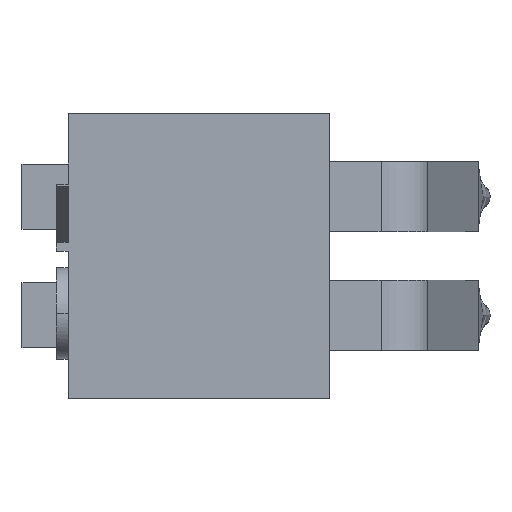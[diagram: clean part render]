
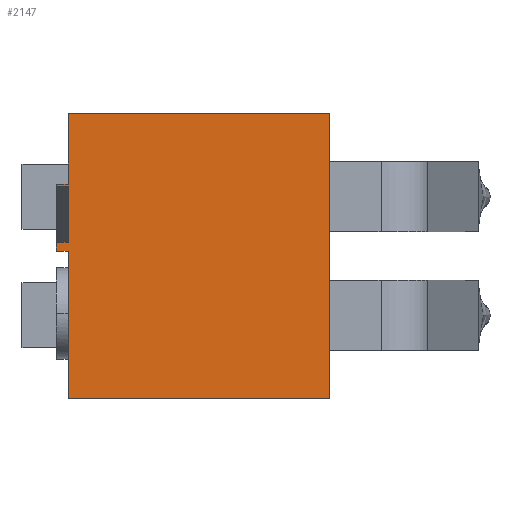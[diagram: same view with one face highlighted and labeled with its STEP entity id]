
A CAD part, left-side view. The second image highlights one B-rep face of the part: STEP entity #2147.
In plain terms, the highlighted planar face has unit normal (-1, 0, 0).
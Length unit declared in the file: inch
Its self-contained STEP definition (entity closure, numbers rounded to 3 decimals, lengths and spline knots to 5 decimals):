
#1850 = VERTEX_POINT ( 'NONE', #3135 ) ;
#1863 = EDGE_CURVE ( 'NONE', #1869, #1866, #3200, .T. ) ;
#1866 = VERTEX_POINT ( 'NONE', #3028 ) ;
#1869 = VERTEX_POINT ( 'NONE', #2190 ) ;
#1891 = VERTEX_POINT ( 'NONE', #3271 ) ;
#1899 = VERTEX_POINT ( 'NONE', #3377 ) ;
#1916 = EDGE_CURVE ( 'NONE', #1899, #1891, #3438, .T. ) ;
#1956 = VERTEX_POINT ( 'NONE', #3410 ) ;
#1961 = VERTEX_POINT ( 'NONE', #3404 ) ;
#1964 = VERTEX_POINT ( 'NONE', #3401 ) ;
#1965 = EDGE_CURVE ( 'NONE', #1961, #1964, #3394, .T. ) ;
#1971 = EDGE_CURVE ( 'NONE', #2007, #1850, #3238, .T. ) ;
#1992 = EDGE_CURVE ( 'NONE', #1998, #1956, #3536, .T. ) ;
#1998 = VERTEX_POINT ( 'NONE', #3539 ) ;
#2007 = VERTEX_POINT ( 'NONE', #3695 ) ;
#2036 = ORIENTED_EDGE ( 'NONE', *, *, #2152, .T. ) ;
#2038 = ORIENTED_EDGE ( 'NONE', *, *, #1916, .T. ) ;
#2039 = EDGE_LOOP ( 'NONE', ( #2038, #2146, #2151, #2138, #2036, #2066, #2219, #2230, #2232, #2220, #2265, #2231, #2067, #2272 ) ) ;
#2066 = ORIENTED_EDGE ( 'NONE', *, *, #2074, .T. ) ;
#2067 = ORIENTED_EDGE ( 'NONE', *, *, #1965, .F. ) ;
#2074 = EDGE_CURVE ( 'NONE', #2153, #1956, #3482, .T. ) ;
#2075 = EDGE_CURVE ( 'NONE', #2268, #1998, #3487, .T. ) ;
#2138 = ORIENTED_EDGE ( 'NONE', *, *, #2149, .F. ) ;
#2146 = ORIENTED_EDGE ( 'NONE', *, *, #2148, .F. ) ;
#2147 = ADVANCED_FACE ( 'NONE', ( #4061 ), #4066, .F. ) ;
#2148 = EDGE_CURVE ( 'NONE', #1866, #1891, #3996, .T. ) ;
#2149 = EDGE_CURVE ( 'NONE', #2150, #1869, #3988, .T. ) ;
#2150 = VERTEX_POINT ( 'NONE', #4014 ) ;
#2151 = ORIENTED_EDGE ( 'NONE', *, *, #1863, .F. ) ;
#2152 = EDGE_CURVE ( 'NONE', #2150, #2153, #3994, .T. ) ;
#2153 = VERTEX_POINT ( 'NONE', #3983 ) ;
#2190 = CARTESIAN_POINT ( 'NONE',  ( -0.1945, 0.22, 0.06056 ) ) ;
#2219 = ORIENTED_EDGE ( 'NONE', *, *, #1992, .F. ) ;
#2220 = ORIENTED_EDGE ( 'NONE', *, *, #2221, .T. ) ;
#2221 = EDGE_CURVE ( 'NONE', #2269, #1850, #3479, .T. ) ;
#2228 = EDGE_CURVE ( 'NONE', #1961, #1899, #4238, .T. ) ;
#2229 = EDGE_CURVE ( 'NONE', #1964, #2007, #4223, .T. ) ;
#2230 = ORIENTED_EDGE ( 'NONE', *, *, #2075, .F. ) ;
#2231 = ORIENTED_EDGE ( 'NONE', *, *, #2229, .F. ) ;
#2232 = ORIENTED_EDGE ( 'NONE', *, *, #2267, .T. ) ;
#2265 = ORIENTED_EDGE ( 'NONE', *, *, #1971, .F. ) ;
#2267 = EDGE_CURVE ( 'NONE', #2268, #2269, #4122, .T. ) ;
#2268 = VERTEX_POINT ( 'NONE', #4244 ) ;
#2269 = VERTEX_POINT ( 'NONE', #4243 ) ;
#2272 = ORIENTED_EDGE ( 'NONE', *, *, #2228, .T. ) ;
#3028 = CARTESIAN_POINT ( 'NONE',  ( -0.1945, 0.22, 0.12 ) ) ;
#3031 = DIRECTION ( 'NONE',  ( 0., 0., 1. ) ) ;
#3032 = VECTOR ( 'NONE', #3031, 39.37008 ) ;
#3033 = CARTESIAN_POINT ( 'NONE',  ( -0.1945, 0.22, 0.12 ) ) ;
#3135 = CARTESIAN_POINT ( 'NONE',  ( -0.1945, 0.22, 0.00393 ) ) ;
#3200 = LINE ( 'NONE', #3033, #3032 ) ;
#3238 = LINE ( 'NONE', #3322, #3321 ) ;
#3247 = DIRECTION ( 'NONE',  ( 0., 0., 1. ) ) ;
#3271 = CARTESIAN_POINT ( 'NONE',  ( -0.1945, 0., 0.12 ) ) ;
#3320 = DIRECTION ( 'NONE',  ( 0., 0., 1. ) ) ;
#3321 = VECTOR ( 'NONE', #3320, 39.37008 ) ;
#3322 = CARTESIAN_POINT ( 'NONE',  ( -0.1945, 0.22, 0.12 ) ) ;
#3377 = CARTESIAN_POINT ( 'NONE',  ( -0.1945, 0., -0.12 ) ) ;
#3393 = CARTESIAN_POINT ( 'NONE',  ( -0.1945, 0.22, 0.12 ) ) ;
#3394 = LINE ( 'NONE', #3393, #3403 ) ;
#3401 = CARTESIAN_POINT ( 'NONE',  ( -0.1945, 0.22, -0.06077 ) ) ;
#3403 = VECTOR ( 'NONE', #3247, 39.37008 ) ;
#3404 = CARTESIAN_POINT ( 'NONE',  ( -0.1945, 0.22, -0.12 ) ) ;
#3410 = CARTESIAN_POINT ( 'NONE',  ( -0.1945, 0.22, 0.05885 ) ) ;
#3436 = DIRECTION ( 'NONE',  ( 0., 0., 1. ) ) ;
#3438 = LINE ( 'NONE', #3443, #3453 ) ;
#3443 = CARTESIAN_POINT ( 'NONE',  ( -0.1945, 0., 0.12 ) ) ;
#3453 = VECTOR ( 'NONE', #3436, 39.37008 ) ;
#3479 = LINE ( 'NONE', #3866, #3899 ) ;
#3481 = CARTESIAN_POINT ( 'NONE',  ( -0.1945, 0.23, 0.05885 ) ) ;
#3482 = LINE ( 'NONE', #3481, #3585 ) ;
#3487 = LINE ( 'NONE', #3583, #3582 ) ;
#3533 = DIRECTION ( 'NONE',  ( 0., 0., 1. ) ) ;
#3534 = VECTOR ( 'NONE', #3533, 39.37008 ) ;
#3535 = CARTESIAN_POINT ( 'NONE',  ( -0.1945, 0.22, 0.12 ) ) ;
#3536 = LINE ( 'NONE', #3535, #3534 ) ;
#3539 = CARTESIAN_POINT ( 'NONE',  ( -0.1945, 0.22, 0.01141 ) ) ;
#3581 = DIRECTION ( 'NONE',  ( 0., -1., 0. ) ) ;
#3582 = VECTOR ( 'NONE', #3581, 39.37008 ) ;
#3583 = CARTESIAN_POINT ( 'NONE',  ( -0.1945, 0.23, 0.01141 ) ) ;
#3584 = DIRECTION ( 'NONE',  ( 0., -1., 0. ) ) ;
#3585 = VECTOR ( 'NONE', #3584, 39.37008 ) ;
#3695 = CARTESIAN_POINT ( 'NONE',  ( -0.1945, 0.22, -0.036 ) ) ;
#3866 = CARTESIAN_POINT ( 'NONE',  ( -0.1945, 0.23, 0.00393 ) ) ;
#3899 = VECTOR ( 'NONE', #4091, 39.37008 ) ;
#3980 = DIRECTION ( 'NONE',  ( 0., 0., -1. ) ) ;
#3981 = VECTOR ( 'NONE', #3980, 39.37008 ) ;
#3982 = CARTESIAN_POINT ( 'NONE',  ( -0.1945, 0.23, 0.06056 ) ) ;
#3983 = CARTESIAN_POINT ( 'NONE',  ( -0.1945, 0.23, 0.05885 ) ) ;
#3985 = DIRECTION ( 'NONE',  ( 0., -1., 0. ) ) ;
#3986 = VECTOR ( 'NONE', #3985, 39.37008 ) ;
#3987 = CARTESIAN_POINT ( 'NONE',  ( -0.1945, 0.23, 0.06056 ) ) ;
#3988 = LINE ( 'NONE', #3987, #3986 ) ;
#3990 = DIRECTION ( 'NONE',  ( 0., -1., 0. ) ) ;
#3991 = VECTOR ( 'NONE', #3990, 39.37008 ) ;
#3993 = DIRECTION ( 'NONE',  ( 0., 0., -1. ) ) ;
#3994 = LINE ( 'NONE', #3982, #3981 ) ;
#3995 = CARTESIAN_POINT ( 'NONE',  ( -0.1945, 0.22, 0.12 ) ) ;
#3996 = LINE ( 'NONE', #3995, #3991 ) ;
#4001 = CARTESIAN_POINT ( 'NONE',  ( -0.1945, 0.22, 0.12 ) ) ;
#4004 = DIRECTION ( 'NONE',  ( 1., 0., 0. ) ) ;
#4014 = CARTESIAN_POINT ( 'NONE',  ( -0.1945, 0.23, 0.06056 ) ) ;
#4061 = FACE_OUTER_BOUND ( 'NONE', #2039, .T. ) ;
#4066 = PLANE ( 'NONE',  #4074 ) ;
#4074 = AXIS2_PLACEMENT_3D ( 'NONE', #4001, #4004, #3993 ) ;
#4091 = DIRECTION ( 'NONE',  ( 0., -1., 0. ) ) ;
#4122 = LINE ( 'NONE', #4241, #4240 ) ;
#4169 = DIRECTION ( 'NONE',  ( 0., -1., 0. ) ) ;
#4170 = VECTOR ( 'NONE', #4169, 39.37008 ) ;
#4174 = CARTESIAN_POINT ( 'NONE',  ( -0.1945, 0.22, -0.12 ) ) ;
#4206 = DIRECTION ( 'NONE',  ( 0., 0., 1. ) ) ;
#4221 = VECTOR ( 'NONE', #4206, 39.37008 ) ;
#4222 = CARTESIAN_POINT ( 'NONE',  ( -0.1945, 0.22, 0.12 ) ) ;
#4223 = LINE ( 'NONE', #4222, #4221 ) ;
#4238 = LINE ( 'NONE', #4174, #4170 ) ;
#4239 = DIRECTION ( 'NONE',  ( 0., 0., -1. ) ) ;
#4240 = VECTOR ( 'NONE', #4239, 39.37008 ) ;
#4241 = CARTESIAN_POINT ( 'NONE',  ( -0.1945, 0.23, 0.01141 ) ) ;
#4243 = CARTESIAN_POINT ( 'NONE',  ( -0.1945, 0.23, 0.00393 ) ) ;
#4244 = CARTESIAN_POINT ( 'NONE',  ( -0.1945, 0.23, 0.01141 ) ) ;
